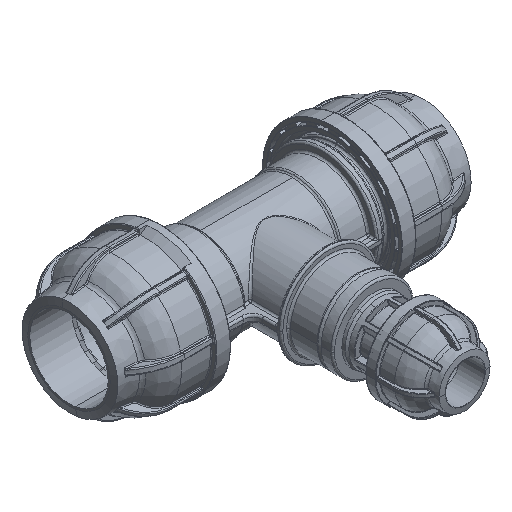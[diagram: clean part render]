
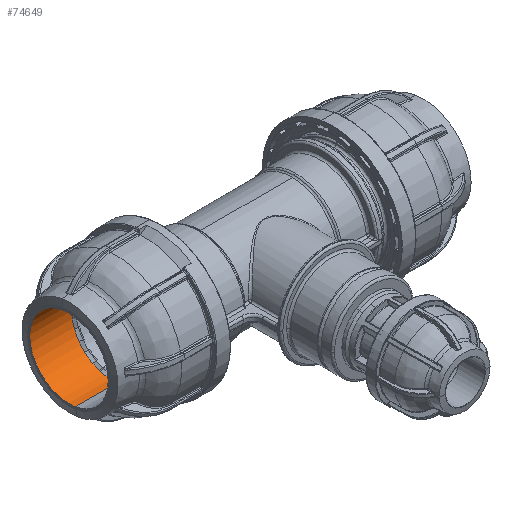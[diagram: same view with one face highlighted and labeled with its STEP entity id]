
A CAD part, isometric view. The second image highlights one B-rep face of the part: STEP entity #74649.
In plain terms, the highlighted cylindrical face has radius 20.5 mm (diameter 41 mm), a partial arc.
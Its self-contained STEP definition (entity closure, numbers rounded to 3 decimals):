
#2331 = ORIENTED_EDGE ( 'NONE', *, *, #28411, .T. ) ;
#3665 = CARTESIAN_POINT ( 'NONE',  ( -92.84, 3.262, 20.239 ) ) ;
#5721 = VERTEX_POINT ( 'NONE', #3665 ) ;
#7667 = AXIS2_PLACEMENT_3D ( 'NONE', #9405, #57197, #16274 ) ;
#9203 = ORIENTED_EDGE ( 'NONE', *, *, #55667, .F. ) ;
#9405 = CARTESIAN_POINT ( 'NONE',  ( -92.84, 0., 0. ) ) ;
#9785 = ORIENTED_EDGE ( 'NONE', *, *, #72697, .F. ) ;
#10706 = CARTESIAN_POINT ( 'NONE',  ( -70.84, 3.262, 20.239 ) ) ;
#13349 = DIRECTION ( 'NONE',  ( 1., 0., 0. ) ) ;
#16274 = DIRECTION ( 'NONE',  ( 0., -0.159, -0.987 ) ) ;
#16619 = VERTEX_POINT ( 'NONE', #21945 ) ;
#16875 = DIRECTION ( 'NONE',  ( -1., 0., 0. ) ) ;
#18655 = DIRECTION ( 'NONE',  ( -1., 0., 0. ) ) ;
#18758 = CIRCLE ( 'NONE', #44746, 20.5 ) ;
#19059 = LINE ( 'NONE', #56045, #53236 ) ;
#21945 = CARTESIAN_POINT ( 'NONE',  ( -92.84, -3.262, -20.239 ) ) ;
#26099 = DIRECTION ( 'NONE',  ( 0., -0.159, -0.987 ) ) ;
#28280 = DIRECTION ( 'NONE',  ( 0., -0.159, -0.987 ) ) ;
#28411 = EDGE_CURVE ( 'NONE', #52409, #52485, #18758, .T. ) ;
#30696 = DIRECTION ( 'NONE',  ( -1., 0., 0. ) ) ;
#30944 = CARTESIAN_POINT ( 'NONE',  ( -92.84, -3.262, -20.239 ) ) ;
#39684 = LINE ( 'NONE', #30944, #43953 ) ;
#41262 = CYLINDRICAL_SURFACE ( 'NONE', #66632, 20.5 ) ;
#42267 = EDGE_CURVE ( 'NONE', #52485, #5721, #19059, .T. ) ;
#43953 = VECTOR ( 'NONE', #16875, 1000. ) ;
#44746 = AXIS2_PLACEMENT_3D ( 'NONE', #54283, #13349, #28280 ) ;
#46428 = CARTESIAN_POINT ( 'NONE',  ( -92.84, 0., 0. ) ) ;
#49293 = ORIENTED_EDGE ( 'NONE', *, *, #42267, .T. ) ;
#51333 = CARTESIAN_POINT ( 'NONE',  ( -70.84, -3.262, -20.239 ) ) ;
#52214 = CIRCLE ( 'NONE', #7667, 20.5 ) ;
#52409 = VERTEX_POINT ( 'NONE', #51333 ) ;
#52485 = VERTEX_POINT ( 'NONE', #10706 ) ;
#53236 = VECTOR ( 'NONE', #30696, 1000. ) ;
#54283 = CARTESIAN_POINT ( 'NONE',  ( -70.84, 0., 0. ) ) ;
#55667 = EDGE_CURVE ( 'NONE', #52409, #16619, #39684, .T. ) ;
#56045 = CARTESIAN_POINT ( 'NONE',  ( -92.84, 3.262, 20.239 ) ) ;
#57197 = DIRECTION ( 'NONE',  ( 1., 0., 0. ) ) ;
#66632 = AXIS2_PLACEMENT_3D ( 'NONE', #46428, #18655, #26099 ) ;
#68884 = FACE_OUTER_BOUND ( 'NONE', #87304, .T. ) ;
#72697 = EDGE_CURVE ( 'NONE', #16619, #5721, #52214, .T. ) ;
#74649 = ADVANCED_FACE ( 'NONE', ( #68884 ), #41262, .F. ) ;
#87304 = EDGE_LOOP ( 'NONE', ( #2331, #49293, #9785, #9203 ) ) ;
